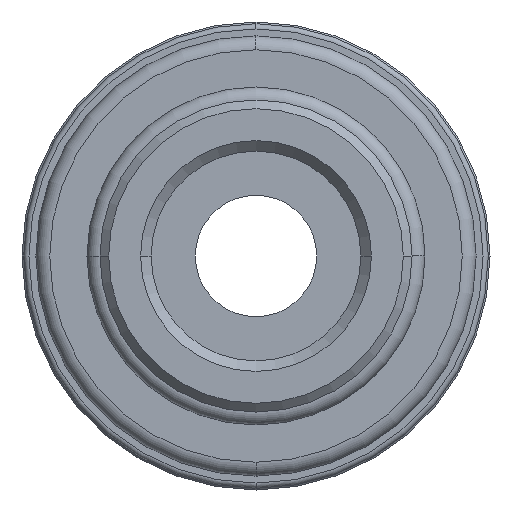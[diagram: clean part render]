
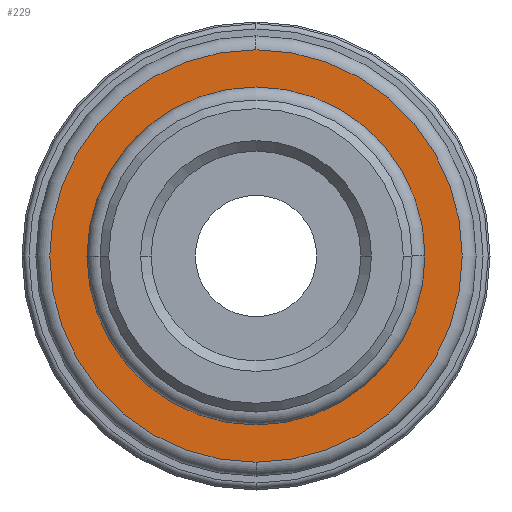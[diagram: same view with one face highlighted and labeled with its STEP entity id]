
A CAD part, front view. The second image highlights one B-rep face of the part: STEP entity #229.
In plain terms, the highlighted planar face has unit normal (0, -1, 0).
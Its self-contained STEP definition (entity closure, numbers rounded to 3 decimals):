
#229=ADVANCED_FACE('',(#497,#498),#499,.T.);
#497=FACE_BOUND('',#798,.T.);
#498=FACE_OUTER_BOUND('',#799,.T.);
#499=PLANE('',#800);
#798=EDGE_LOOP('',(#1389,#1390,#1391));
#799=EDGE_LOOP('',(#1392,#1393,#1394));
#800=AXIS2_PLACEMENT_3D('',#1395,#1396,#1397);
#1389=ORIENTED_EDGE('',*,*,#1800,.T.);
#1390=ORIENTED_EDGE('',*,*,#1940,.T.);
#1391=ORIENTED_EDGE('',*,*,#1801,.T.);
#1392=ORIENTED_EDGE('',*,*,#1941,.F.);
#1393=ORIENTED_EDGE('',*,*,#1942,.F.);
#1394=ORIENTED_EDGE('',*,*,#1938,.F.);
#1395=CARTESIAN_POINT('',(10.45,2.5,0.0));
#1396=DIRECTION('',(-0.0,-1.0,-0.0));
#1397=DIRECTION('',(-1.0,0.0,0.0));
#1800=EDGE_CURVE('',#2167,#2165,#2168,.T.);
#1801=EDGE_CURVE('',#2169,#2167,#2170,.T.);
#1938=EDGE_CURVE('',#2365,#2363,#2367,.T.);
#1940=EDGE_CURVE('',#2165,#2169,#2369,.T.);
#1941=EDGE_CURVE('',#2370,#2365,#2371,.T.);
#1942=EDGE_CURVE('',#2363,#2370,#2372,.T.);
#2165=VERTEX_POINT('',#2638);
#2167=VERTEX_POINT('',#2640);
#2168=CIRCLE('',#2641,9.75);
#2169=VERTEX_POINT('',#2642);
#2170=CIRCLE('',#2643,9.75);
#2363=VERTEX_POINT('',#2965);
#2365=VERTEX_POINT('',#2967);
#2367=CIRCLE('',#2969,11.9);
#2369=CIRCLE('',#2971,9.75);
#2370=VERTEX_POINT('',#2972);
#2371=CIRCLE('',#2973,11.9);
#2372=CIRCLE('',#2974,11.9);
#2638=CARTESIAN_POINT('',(9.75,2.5,0.));
#2640=CARTESIAN_POINT('',(0.,2.5,9.75));
#2641=AXIS2_PLACEMENT_3D('',#3244,#3245,#3246);
#2642=CARTESIAN_POINT('',(-9.75,2.5,0.));
#2643=AXIS2_PLACEMENT_3D('',#3247,#3248,#3249);
#2965=CARTESIAN_POINT('',(0.,2.5,11.9));
#2967=CARTESIAN_POINT('',(0.,2.5,-11.9));
#2969=AXIS2_PLACEMENT_3D('',#3463,#3464,#3465);
#2971=AXIS2_PLACEMENT_3D('',#3466,#3467,#3468);
#2972=CARTESIAN_POINT('',(11.9,2.5,0.0));
#2973=AXIS2_PLACEMENT_3D('',#3469,#3470,#3471);
#2974=AXIS2_PLACEMENT_3D('',#3472,#3473,#3474);
#3244=CARTESIAN_POINT('',(0.0,2.5,0.0));
#3245=DIRECTION('',(0.0,1.0,0.0));
#3246=DIRECTION('',(0.0,0.0,-1.0));
#3247=CARTESIAN_POINT('',(0.0,2.5,0.0));
#3248=DIRECTION('',(0.0,1.0,0.0));
#3249=DIRECTION('',(0.0,0.0,-1.0));
#3463=CARTESIAN_POINT('',(0.0,2.5,0.0));
#3464=DIRECTION('',(-0.0,1.0,0.0));
#3465=DIRECTION('',(1.0,0.0,0.0));
#3466=CARTESIAN_POINT('',(0.0,2.5,0.0));
#3467=DIRECTION('',(0.0,1.0,0.0));
#3468=DIRECTION('',(0.0,0.0,-1.0));
#3469=CARTESIAN_POINT('',(0.0,2.5,0.0));
#3470=DIRECTION('',(-0.0,1.0,0.0));
#3471=DIRECTION('',(1.0,0.0,0.0));
#3472=CARTESIAN_POINT('',(0.0,2.5,0.0));
#3473=DIRECTION('',(-0.0,1.0,0.0));
#3474=DIRECTION('',(1.0,0.0,0.0));
